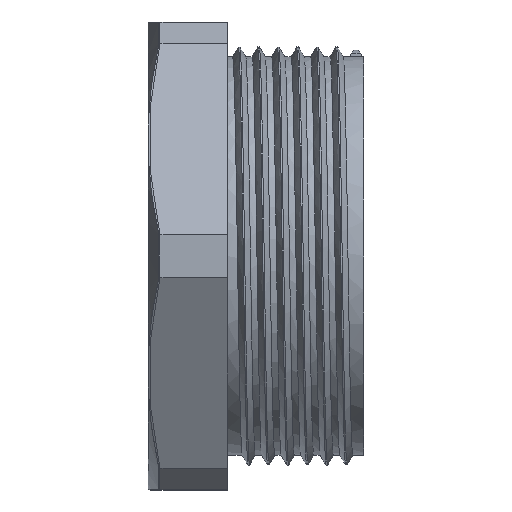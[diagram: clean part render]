
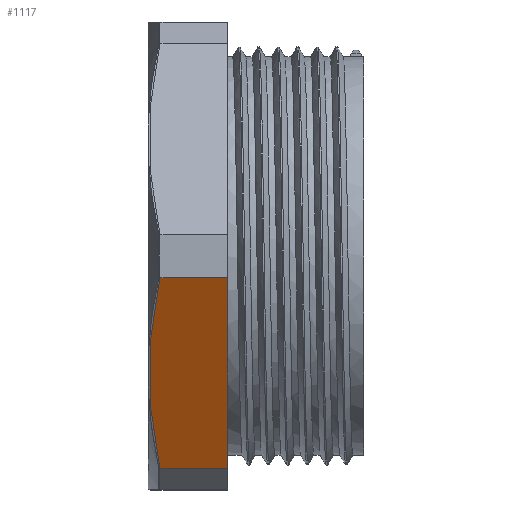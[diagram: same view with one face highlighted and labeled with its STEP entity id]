
A CAD part, front view. The second image highlights one B-rep face of the part: STEP entity #1117.
In plain terms, the highlighted planar face has unit normal (0, -0.866, -0.5).
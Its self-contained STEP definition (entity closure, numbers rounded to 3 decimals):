
#33=PLANE('',#1218);
#82=B_SPLINE_CURVE_WITH_KNOTS('',3,(#1876,#1877,#1878,#1879,#1880),
 .UNSPECIFIED.,.F.,.F.,(4,1,4),(0.302,1.031,2.004),
 .UNSPECIFIED.);
#157=FACE_OUTER_BOUND('',#236,.T.);
#236=EDGE_LOOP('',(#803,#804,#805,#806));
#322=LINE('',#1829,#366);
#326=LINE('',#1882,#370);
#327=LINE('',#1883,#371);
#366=VECTOR('',#1369,10.);
#370=VECTOR('',#1393,10.);
#371=VECTOR('',#1394,10.);
#490=VERTEX_POINT('',#1822);
#493=VERTEX_POINT('',#1827);
#498=VERTEX_POINT('',#1875);
#499=VERTEX_POINT('',#1881);
#605=EDGE_CURVE('',#493,#490,#322,.T.);
#616=EDGE_CURVE('',#498,#493,#82,.T.);
#617=EDGE_CURVE('',#499,#498,#326,.T.);
#618=EDGE_CURVE('',#490,#499,#327,.T.);
#803=ORIENTED_EDGE('',*,*,#605,.F.);
#804=ORIENTED_EDGE('',*,*,#616,.F.);
#805=ORIENTED_EDGE('',*,*,#617,.F.);
#806=ORIENTED_EDGE('',*,*,#618,.F.);
#1117=ADVANCED_FACE('',(#157),#33,.F.);
#1218=AXIS2_PLACEMENT_3D('',#1874,#1391,#1392);
#1369=DIRECTION('',(1.,0.,0.));
#1391=DIRECTION('center_axis',(0.,0.866,
0.5));
#1392=DIRECTION('ref_axis',(0.,-0.5,0.866));
#1393=DIRECTION('',(-1.,0.,0.));
#1394=DIRECTION('',(0.,0.5,-0.866));
#1822=CARTESIAN_POINT('',(-10.5,-19.818,-1.674));
#1827=CARTESIAN_POINT('',(-15.686,-19.818,-1.674));
#1829=CARTESIAN_POINT('',(-16.6,-19.818,-1.674));
#1874=CARTESIAN_POINT('Origin',(-16.6,-11.346,-16.349));
#1875=CARTESIAN_POINT('',(-15.686,-11.359,-16.326));
#1876=CARTESIAN_POINT('Ctrl Pts',(-15.686,-11.359,-16.326));
#1877=CARTESIAN_POINT('Ctrl Pts',(-16.143,-12.554,-14.257));
#1878=CARTESIAN_POINT('Ctrl Pts',(-16.852,-15.382,-9.357));
#1879=CARTESIAN_POINT('Ctrl Pts',(-16.295,-18.225,-4.433));
#1880=CARTESIAN_POINT('Ctrl Pts',(-15.686,-19.818,-1.674));
#1881=CARTESIAN_POINT('',(-10.5,-11.359,-16.326));
#1882=CARTESIAN_POINT('',(-16.6,-11.359,-16.326));
#1883=CARTESIAN_POINT('',(-10.5,-11.55,-15.995));
